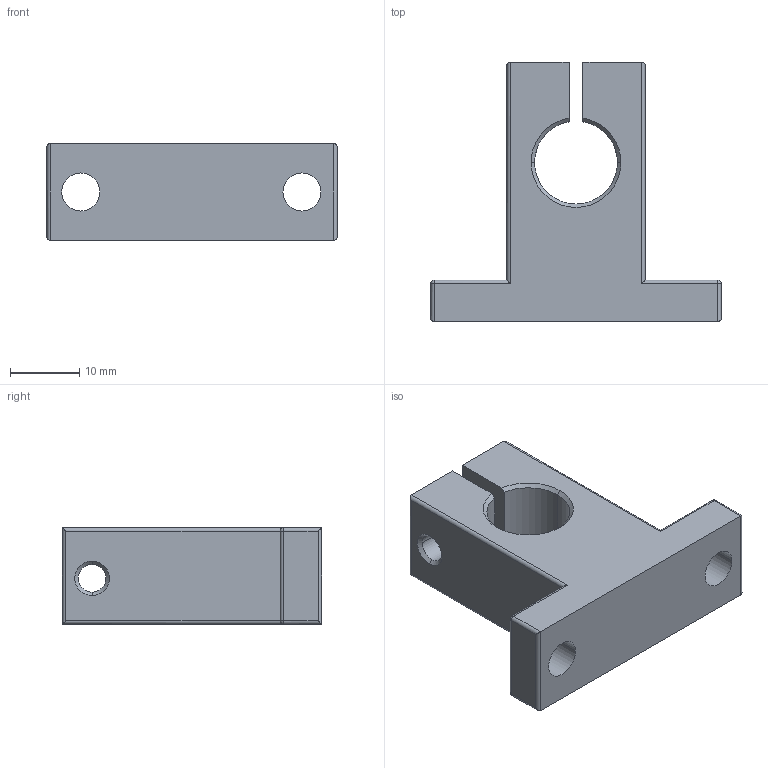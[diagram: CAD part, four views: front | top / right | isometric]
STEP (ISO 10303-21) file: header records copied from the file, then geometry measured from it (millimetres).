
FILE_DESCRIPTION (( 'STEP AP214' ), '1' );
FILE_NAME ('SK12 Linear shaft holder.STEP', '2022-01-01T11:34:36', ( '' ), ( '' ), 'SwSTEP 2.0', 'SolidWorks 2018', '' );
FILE_SCHEMA (( 'AUTOMOTIVE_DESIGN' ));
Length unit declared in the file: millimetre
Products named in the file (1): SK12 Linear shaft holder
Bounding box: 42 x 37.5 x 14 mm (x, y, z)
Volume: 9982.6 mm3; surface area: 4633.1 mm2
Topology: 1 solids, 1 shells, 60 faces, 150 edges, 88 vertices
Faces by surface type: cylinder 29, cone 14, plane 13, sphere 4
Entity records: 1796 total; most frequent: CARTESIAN_POINT 343, DIRECTION 308, ORIENTED_EDGE 292, EDGE_CURVE 146, AXIS2_PLACEMENT_3D 117, VERTEX_POINT 88, VECTOR 74, LINE 74
